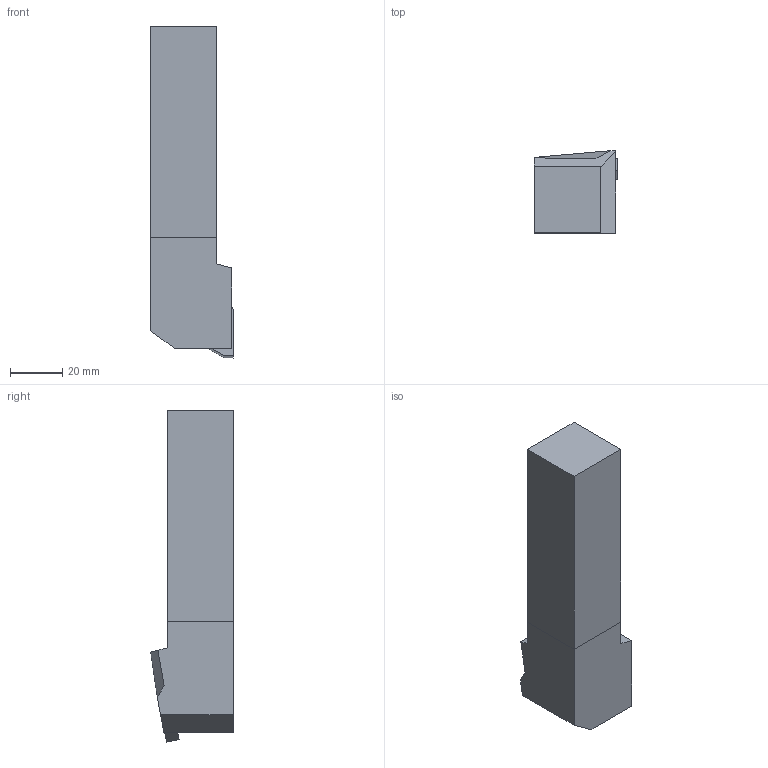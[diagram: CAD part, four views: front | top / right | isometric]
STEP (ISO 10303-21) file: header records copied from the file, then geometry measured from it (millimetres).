
FILE_DESCRIPTION(/* description */ (''),/* implementation_level */ '2;1');
FILE_NAME(/* name */ 'CEL1005-22QHD.stp',/* time_stamp */ '2018-04-11T16:01:58+06:00',/* author */ (''),/* organization */ (''),/* preprocessor_version */ 'ST-DEVELOPER v16',/* originating_system */ 'SIEMENS PLM Software NX 11.0',/* authorisation */ '');
FILE_SCHEMA (('AUTOMOTIVE_DESIGN { 1 0 10303 214 3 1 1 1 }'));
Length unit declared in the file: millimetre
Products named in the file (1): CEL1005-22QHD
Bounding box: 31.81 x 31.59 x 127.03 mm (x, y, z)
Volume: 86009.3 mm3; surface area: 16585.1 mm2
Topology: 3 solids, 3 shells, 33 faces, 80 edges, 53 vertices
Faces by surface type: plane 31, cylinder 2
Entity records: 1022 total; most frequent: CARTESIAN_POINT 170, ORIENTED_EDGE 160, DIRECTION 158, EDGE_CURVE 80, LINE 76, VECTOR 76, VERTEX_POINT 53, AXIS2_PLACEMENT_3D 41
